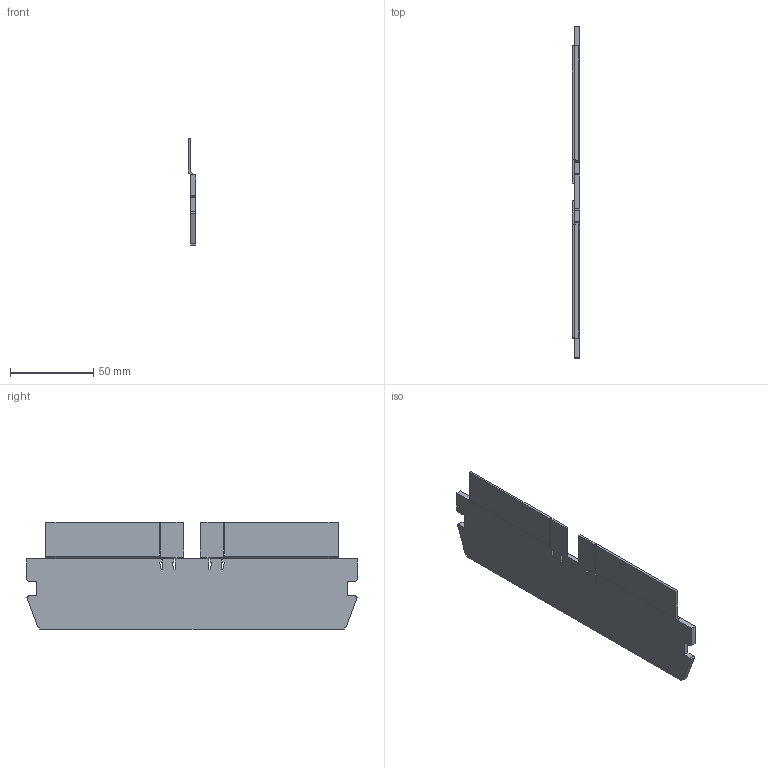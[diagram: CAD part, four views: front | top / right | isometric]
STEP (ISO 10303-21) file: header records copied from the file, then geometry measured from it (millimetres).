
FILE_DESCRIPTION(('Creo Elements/Direct Modeling STEP Export'),'2;1');
FILE_NAME('model.stp','2019-08-27T14:04:36',(''),(''),'Creo Elements/Direct Modeling STEP processor for AP214 (Solid Model)','Creo Elements/Direct Modeling 20.1A 29-Sep-2018 (C) Parametric Technology GmbH','');
FILE_SCHEMA(('AUTOMOTIVE_DESIGN { 1 0 10303 214 1 1 1 1 }'));
Length unit declared in the file: millimetre
Products named in the file (1): D_RVS_10-select
Bounding box: 4.53 x 199.45 x 64.53 mm (x, y, z)
Volume: 29886 mm3; surface area: 25582.4 mm2
Topology: 1 solids, 1 shells, 76 faces, 218 edges, 144 vertices
Faces by surface type: plane 72, cylinder 4
Entity records: 3019 total; most frequent: ORIENTED_EDGE 436, CARTESIAN_POINT 428, DIRECTION 364, EDGE_CURVE 218, VECTOR 204, LINE 204, VERTEX_POINT 144, AXIS2_PLACEMENT_3D 80
